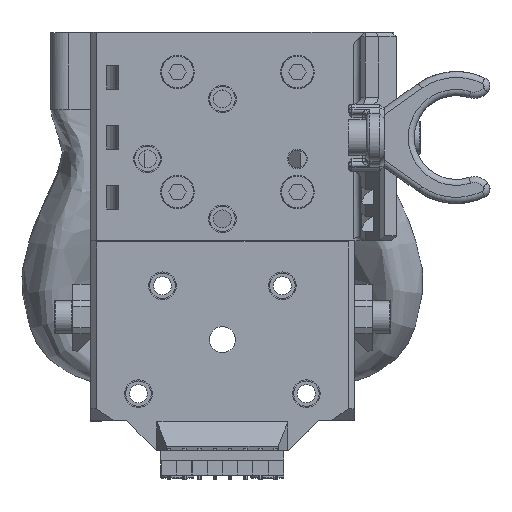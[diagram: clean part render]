
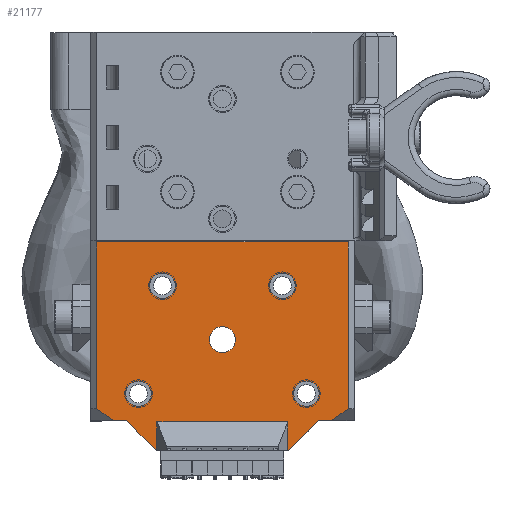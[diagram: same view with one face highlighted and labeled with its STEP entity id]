
A CAD part, top view. The second image highlights one B-rep face of the part: STEP entity #21177.
In plain terms, the highlighted planar face has unit normal (0, 0, 1).
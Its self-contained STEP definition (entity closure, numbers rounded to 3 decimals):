
#937=FACE_BOUND('',#4079,.T.);
#938=FACE_BOUND('',#4080,.T.);
#939=FACE_BOUND('',#4081,.T.);
#940=FACE_BOUND('',#4082,.T.);
#941=FACE_BOUND('',#4083,.T.);
#1232=PLANE('',#22697);
#2100=CIRCLE('',#22698,2.125);
#2101=CIRCLE('',#22699,2.125);
#2102=CIRCLE('',#22700,2.125);
#2103=CIRCLE('',#22701,2.125);
#2104=CIRCLE('',#22702,2.175);
#2810=FACE_OUTER_BOUND('',#4078,.T.);
#4078=EDGE_LOOP('',(#16813,#16814,#16815,#16816,#16817,#16818,#16819,#16820,
#16821,#16822,#16823,#16824,#16825,#16826));
#4079=EDGE_LOOP('',(#16827));
#4080=EDGE_LOOP('',(#16828));
#4081=EDGE_LOOP('',(#16829));
#4082=EDGE_LOOP('',(#16830));
#4083=EDGE_LOOP('',(#16831));
#5770=LINE('',#48280,#7984);
#5774=LINE('',#48287,#7988);
#5777=LINE('',#48299,#7991);
#5781=LINE('',#48307,#7995);
#5782=LINE('',#48308,#7996);
#5783=LINE('',#48309,#7997);
#5784=LINE('',#48311,#7998);
#5785=LINE('',#48313,#7999);
#5786=LINE('',#48314,#8000);
#5787=LINE('',#48316,#8001);
#5788=LINE('',#48318,#8002);
#5789=LINE('',#48320,#8003);
#5790=LINE('',#48322,#8004);
#5791=LINE('',#48323,#8005);
#7984=VECTOR('',#25842,1000.);
#7988=VECTOR('',#25846,1000.);
#7991=VECTOR('',#25855,1000.);
#7995=VECTOR('',#25861,1000.);
#7996=VECTOR('',#25862,1000.);
#7997=VECTOR('',#25863,1000.);
#7998=VECTOR('',#25864,1000.);
#7999=VECTOR('',#25865,1000.);
#8000=VECTOR('',#25866,1000.);
#8001=VECTOR('',#25867,1000.);
#8002=VECTOR('',#25868,1000.);
#8003=VECTOR('',#25869,1000.);
#8004=VECTOR('',#25870,1000.);
#8005=VECTOR('',#25871,1000.);
#10512=VERTEX_POINT('',#48272);
#10515=VERTEX_POINT('',#48277);
#10516=VERTEX_POINT('',#48279);
#10519=VERTEX_POINT('',#48285);
#10524=VERTEX_POINT('',#48296);
#10525=VERTEX_POINT('',#48298);
#10527=VERTEX_POINT('',#48305);
#10528=VERTEX_POINT('',#48306);
#10529=VERTEX_POINT('',#48310);
#10530=VERTEX_POINT('',#48312);
#10531=VERTEX_POINT('',#48315);
#10532=VERTEX_POINT('',#48317);
#10533=VERTEX_POINT('',#48319);
#10534=VERTEX_POINT('',#48321);
#10535=VERTEX_POINT('',#48324);
#10536=VERTEX_POINT('',#48326);
#10537=VERTEX_POINT('',#48328);
#10538=VERTEX_POINT('',#48330);
#10539=VERTEX_POINT('',#48332);
#12834=EDGE_CURVE('',#10515,#10516,#5770,.T.);
#12838=EDGE_CURVE('',#10519,#10512,#5774,.T.);
#12843=EDGE_CURVE('',#10525,#10524,#5777,.T.);
#12847=EDGE_CURVE('',#10527,#10528,#5781,.T.);
#12848=EDGE_CURVE('',#10527,#10525,#5782,.T.);
#12849=EDGE_CURVE('',#10524,#10516,#5783,.F.);
#12850=EDGE_CURVE('',#10515,#10529,#5784,.T.);
#12851=EDGE_CURVE('',#10529,#10530,#5785,.F.);
#12852=EDGE_CURVE('',#10530,#10512,#5786,.F.);
#12853=EDGE_CURVE('',#10519,#10531,#5787,.T.);
#12854=EDGE_CURVE('',#10531,#10532,#5788,.T.);
#12855=EDGE_CURVE('',#10532,#10533,#5789,.T.);
#12856=EDGE_CURVE('',#10533,#10534,#5790,.T.);
#12857=EDGE_CURVE('',#10534,#10528,#5791,.T.);
#12858=EDGE_CURVE('',#10535,#10535,#2100,.T.);
#12859=EDGE_CURVE('',#10536,#10536,#2101,.T.);
#12860=EDGE_CURVE('',#10537,#10537,#2102,.T.);
#12861=EDGE_CURVE('',#10538,#10538,#2103,.T.);
#12862=EDGE_CURVE('',#10539,#10539,#2104,.T.);
#16813=ORIENTED_EDGE('',*,*,#12847,.F.);
#16814=ORIENTED_EDGE('',*,*,#12848,.T.);
#16815=ORIENTED_EDGE('',*,*,#12843,.T.);
#16816=ORIENTED_EDGE('',*,*,#12849,.T.);
#16817=ORIENTED_EDGE('',*,*,#12834,.F.);
#16818=ORIENTED_EDGE('',*,*,#12850,.T.);
#16819=ORIENTED_EDGE('',*,*,#12851,.T.);
#16820=ORIENTED_EDGE('',*,*,#12852,.T.);
#16821=ORIENTED_EDGE('',*,*,#12838,.F.);
#16822=ORIENTED_EDGE('',*,*,#12853,.T.);
#16823=ORIENTED_EDGE('',*,*,#12854,.T.);
#16824=ORIENTED_EDGE('',*,*,#12855,.T.);
#16825=ORIENTED_EDGE('',*,*,#12856,.T.);
#16826=ORIENTED_EDGE('',*,*,#12857,.T.);
#16827=ORIENTED_EDGE('',*,*,#12858,.T.);
#16828=ORIENTED_EDGE('',*,*,#12859,.T.);
#16829=ORIENTED_EDGE('',*,*,#12860,.T.);
#16830=ORIENTED_EDGE('',*,*,#12861,.T.);
#16831=ORIENTED_EDGE('',*,*,#12862,.F.);
#21177=ADVANCED_FACE('',(#2810,#937,#938,#939,#940,#941),#1232,.T.);
#22697=AXIS2_PLACEMENT_3D('',#48304,#25859,#25860);
#22698=AXIS2_PLACEMENT_3D('',#48325,#25872,#25873);
#22699=AXIS2_PLACEMENT_3D('',#48327,#25874,#25875);
#22700=AXIS2_PLACEMENT_3D('',#48329,#25876,#25877);
#22701=AXIS2_PLACEMENT_3D('',#48331,#25878,#25879);
#22702=AXIS2_PLACEMENT_3D('',#48333,#25880,#25881);
#25842=DIRECTION('',(-1.,0.,0.));
#25846=DIRECTION('',(-1.,0.,0.));
#25855=DIRECTION('',(1.,0.,0.));
#25859=DIRECTION('center_axis',(0.,0.,1.));
#25860=DIRECTION('ref_axis',(1.,0.,0.));
#25861=DIRECTION('',(0.,1.,0.));
#25862=DIRECTION('',(0.816,-0.577,0.));
#25863=DIRECTION('',(-0.707,0.707,0.));
#25864=DIRECTION('',(0.,1.,0.));
#25865=DIRECTION('',(-1.,0.,0.));
#25866=DIRECTION('',(0.,1.,0.));
#25867=DIRECTION('',(0.707,0.707,0.));
#25868=DIRECTION('',(1.,0.,0.));
#25869=DIRECTION('',(0.816,0.577,0.));
#25870=DIRECTION('',(0.,1.,0.));
#25871=DIRECTION('',(-1.,0.,0.));
#25872=DIRECTION('center_axis',(0.,0.,-1.));
#25873=DIRECTION('ref_axis',(0.,1.,0.));
#25874=DIRECTION('center_axis',(0.,0.,-1.));
#25875=DIRECTION('ref_axis',(0.,1.,0.));
#25876=DIRECTION('center_axis',(0.,0.,-1.));
#25877=DIRECTION('ref_axis',(0.,1.,0.));
#25878=DIRECTION('center_axis',(0.,0.,-1.));
#25879=DIRECTION('ref_axis',(0.,1.,0.));
#25880=DIRECTION('center_axis',(0.,0.,1.));
#25881=DIRECTION('ref_axis',(1.,0.,0.));
#48272=CARTESIAN_POINT('',(10.92,-48.65,33.));
#48277=CARTESIAN_POINT('',(-10.92,-48.65,33.));
#48279=CARTESIAN_POINT('',(-11.,-48.65,33.));
#48280=CARTESIAN_POINT('',(0.,-48.65,33.));
#48285=CARTESIAN_POINT('',(11.,-48.65,33.));
#48287=CARTESIAN_POINT('',(0.,-48.65,33.));
#48296=CARTESIAN_POINT('',(-16.,-43.65,33.));
#48298=CARTESIAN_POINT('',(-18.172,-43.65,33.));
#48299=CARTESIAN_POINT('',(11.,-43.65,33.));
#48304=CARTESIAN_POINT('Origin',(11.,-43.65,33.));
#48305=CARTESIAN_POINT('',(-21.,-41.65,33.));
#48306=CARTESIAN_POINT('',(-21.,-13.85,33.));
#48307=CARTESIAN_POINT('',(-21.,-43.65,33.));
#48308=CARTESIAN_POINT('',(1.276,-57.402,33.));
#48309=CARTESIAN_POINT('',(-16.,-43.65,33.));
#48310=CARTESIAN_POINT('',(-10.92,-43.85,33.));
#48311=CARTESIAN_POINT('',(-10.92,-48.65,33.));
#48312=CARTESIAN_POINT('',(10.92,-43.85,33.));
#48313=CARTESIAN_POINT('',(0.,-43.85,33.));
#48314=CARTESIAN_POINT('',(10.92,-48.65,33.));
#48315=CARTESIAN_POINT('',(16.,-43.65,33.));
#48316=CARTESIAN_POINT('',(11.,-48.65,33.));
#48317=CARTESIAN_POINT('',(18.172,-43.65,33.));
#48318=CARTESIAN_POINT('',(11.,-43.65,33.));
#48319=CARTESIAN_POINT('',(21.,-41.65,33.));
#48320=CARTESIAN_POINT('',(13.391,-47.031,33.));
#48321=CARTESIAN_POINT('',(21.,-13.85,33.));
#48322=CARTESIAN_POINT('',(21.,-43.65,33.));
#48323=CARTESIAN_POINT('',(-21.,-13.85,33.));
#48324=CARTESIAN_POINT('',(10.,-23.275,33.));
#48325=CARTESIAN_POINT('Origin',(10.,-21.15,33.));
#48326=CARTESIAN_POINT('',(-10.,-23.275,33.));
#48327=CARTESIAN_POINT('Origin',(-10.,-21.15,33.));
#48328=CARTESIAN_POINT('',(-14.,-41.275,33.));
#48329=CARTESIAN_POINT('Origin',(-14.,-39.15,33.));
#48330=CARTESIAN_POINT('',(14.,-41.275,33.));
#48331=CARTESIAN_POINT('Origin',(14.,-39.15,33.));
#48332=CARTESIAN_POINT('',(2.175,-30.15,33.));
#48333=CARTESIAN_POINT('Origin',(0.,-30.15,33.));
